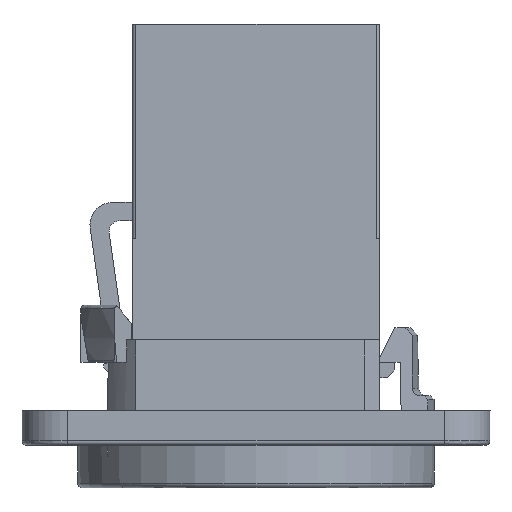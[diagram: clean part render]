
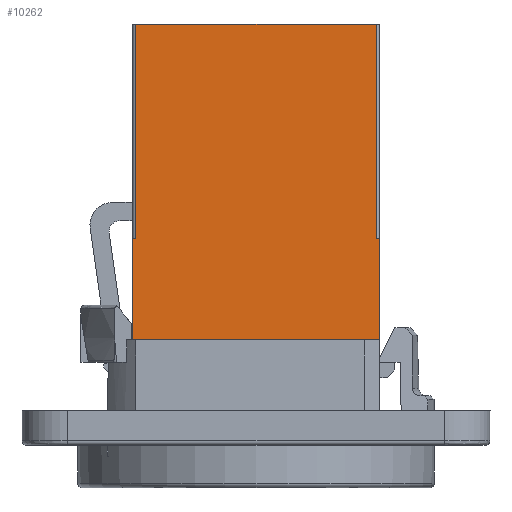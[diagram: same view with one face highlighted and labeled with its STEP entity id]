
A CAD part, left-side view. The second image highlights one B-rep face of the part: STEP entity #10262.
In plain terms, the highlighted planar face has unit normal (-1, 0, 0).
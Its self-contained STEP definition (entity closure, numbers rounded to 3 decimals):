
#30=(
BOUNDED_CURVE()
B_SPLINE_CURVE(2,(#16149,#16150,#16151),.UNSPECIFIED.,.F.,.F.)
B_SPLINE_CURVE_WITH_KNOTS((3,3),(0.47,0.941),
 .UNSPECIFIED.)
CURVE()
GEOMETRIC_REPRESENTATION_ITEM()
RATIONAL_B_SPLINE_CURVE((0.897,0.897,1.))
REPRESENTATION_ITEM('')
);
#1045=FACE_OUTER_BOUND('',#1598,.T.);
#1598=EDGE_LOOP('',(#8824,#8825,#8826,#8827,#8828,#8829,#8830,#8831,#8832,
#8833));
#2399=LINE('',#16166,#3473);
#2515=LINE('',#17360,#3589);
#2596=LINE('',#17520,#3670);
#2605=LINE('',#17539,#3679);
#2606=LINE('',#17545,#3680);
#2645=LINE('',#17632,#3719);
#2674=LINE('',#17704,#3748);
#2675=LINE('',#17705,#3749);
#2676=LINE('',#17706,#3750);
#3473=VECTOR('',#12336,16.2);
#3589=VECTOR('',#12688,0.038);
#3670=VECTOR('',#12841,6.7);
#3679=VECTOR('',#12858,0.25);
#3680=VECTOR('',#12863,0.25);
#3719=VECTOR('',#12958,16.5);
#3748=VECTOR('',#13031,10.);
#3749=VECTOR('',#13032,11.4);
#3750=VECTOR('',#13033,16.5);
#4441=VERTEX_POINT('',#16147);
#4442=VERTEX_POINT('',#16148);
#4448=VERTEX_POINT('',#16165);
#4584=VERTEX_POINT('',#17359);
#4627=VERTEX_POINT('',#17519);
#4633=VERTEX_POINT('',#17537);
#4635=VERTEX_POINT('',#17542);
#4636=VERTEX_POINT('',#17544);
#4656=VERTEX_POINT('',#17630);
#4677=VERTEX_POINT('',#17703);
#5673=EDGE_CURVE('',#4441,#4442,#30,.T.);
#5680=EDGE_CURVE('',#4441,#4448,#2399,.T.);
#5905=EDGE_CURVE('',#4442,#4584,#2515,.T.);
#5986=EDGE_CURVE('',#4584,#4627,#2596,.T.);
#5996=EDGE_CURVE('',#4633,#4627,#2605,.T.);
#5998=EDGE_CURVE('',#4636,#4635,#2606,.T.);
#6042=EDGE_CURVE('',#4633,#4656,#2645,.T.);
#6078=EDGE_CURVE('',#4677,#4656,#2674,.T.);
#6079=EDGE_CURVE('',#4448,#4636,#2675,.T.);
#6080=EDGE_CURVE('',#4677,#4635,#2676,.T.);
#8824=ORIENTED_EDGE('',*,*,#6078,.T.);
#8825=ORIENTED_EDGE('',*,*,#6042,.F.);
#8826=ORIENTED_EDGE('',*,*,#5996,.T.);
#8827=ORIENTED_EDGE('',*,*,#5986,.F.);
#8828=ORIENTED_EDGE('',*,*,#5905,.F.);
#8829=ORIENTED_EDGE('',*,*,#5673,.F.);
#8830=ORIENTED_EDGE('',*,*,#5680,.T.);
#8831=ORIENTED_EDGE('',*,*,#6079,.T.);
#8832=ORIENTED_EDGE('',*,*,#5998,.T.);
#8833=ORIENTED_EDGE('',*,*,#6080,.F.);
#9253=PLANE('',#10846);
#10262=ADVANCED_FACE('',(#1045),#9253,.T.);
#10846=AXIS2_PLACEMENT_3D('',#17702,#13029,#13030);
#12336=DIRECTION('',(0.,-1.,0.));
#12688=DIRECTION('',(0.,1.,0.));
#12841=DIRECTION('',(0.,0.,1.));
#12858=DIRECTION('',(0.,1.,0.));
#12863=DIRECTION('',(0.,1.,0.));
#12958=DIRECTION('',(0.,0.,1.));
#13029=DIRECTION('center_axis',(-1.,0.,0.));
#13030=DIRECTION('ref_axis',(0.,-1.,0.));
#13031=DIRECTION('',(0.,1.,0.));
#13032=DIRECTION('',(0.,0.,1.));
#13033=DIRECTION('',(0.,0.,-1.));
#16147=CARTESIAN_POINT('',(-17.307,11.228,-19.026));
#16148=CARTESIAN_POINT('',(-17.307,11.39,-14.326));
#16149=CARTESIAN_POINT('Ctrl Pts',(-17.307,11.228,-19.026));
#16150=CARTESIAN_POINT('Ctrl Pts',(-17.307,11.296,-19.026));
#16151=CARTESIAN_POINT('Ctrl Pts',(-17.307,11.39,-14.326));
#16165=CARTESIAN_POINT('',(-17.307,-4.972,-19.026));
#16166=CARTESIAN_POINT('',(-17.307,-0.872,-19.026));
#17359=CARTESIAN_POINT('',(-17.307,11.428,-14.326));
#17360=CARTESIAN_POINT('',(-17.307,7.941,-14.326));
#17519=CARTESIAN_POINT('',(-17.307,11.428,-7.626));
#17520=CARTESIAN_POINT('',(-17.307,11.428,-19.941));
#17537=CARTESIAN_POINT('',(-17.307,11.178,-7.626));
#17539=CARTESIAN_POINT('',(-17.307,13.328,-7.626));
#17542=CARTESIAN_POINT('',(-17.307,-4.722,-7.626));
#17544=CARTESIAN_POINT('',(-17.307,-4.972,-7.626));
#17545=CARTESIAN_POINT('',(-17.307,13.328,-7.626));
#17630=CARTESIAN_POINT('',(-17.307,11.178,6.574));
#17632=CARTESIAN_POINT('',(-17.307,11.178,8.874));
#17702=CARTESIAN_POINT('Origin',(-17.307,11.428,-24.126));
#17703=CARTESIAN_POINT('',(-17.307,-4.722,6.574));
#17704=CARTESIAN_POINT('',(-17.307,2.377,6.574));
#17705=CARTESIAN_POINT('',(-17.307,-4.972,-9.521));
#17706=CARTESIAN_POINT('',(-17.307,-4.722,8.874));
